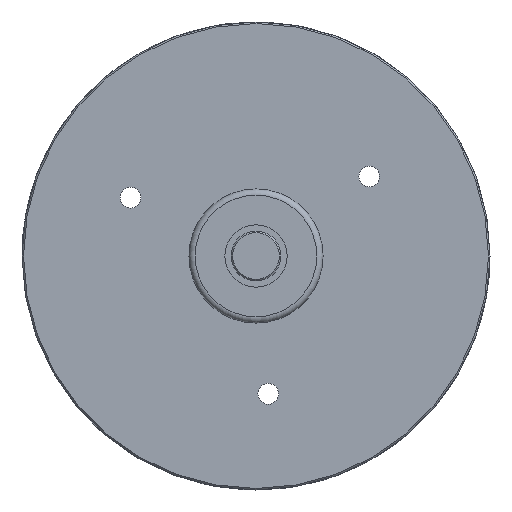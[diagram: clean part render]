
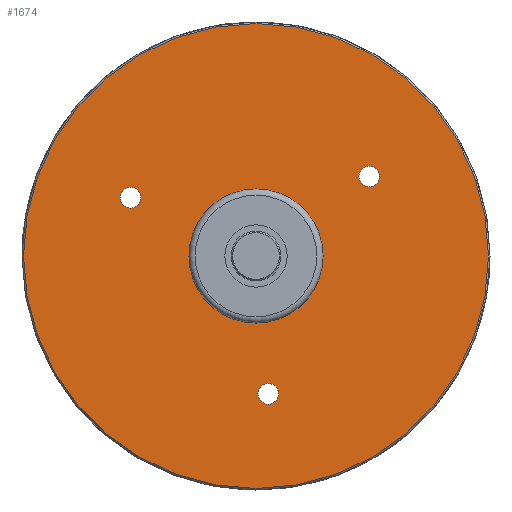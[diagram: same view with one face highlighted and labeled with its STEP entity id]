
A CAD part, front view. The second image highlights one B-rep face of the part: STEP entity #1674.
In plain terms, the highlighted planar face has unit normal (0, -1, 0).
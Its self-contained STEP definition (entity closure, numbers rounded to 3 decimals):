
#27=FACE_BOUND('',#301,.T.);
#28=FACE_BOUND('',#302,.T.);
#29=FACE_BOUND('',#303,.T.);
#30=FACE_BOUND('',#304,.T.);
#117=PLANE('',#1829);
#199=FACE_OUTER_BOUND('',#300,.T.);
#300=EDGE_LOOP('',(#1461));
#301=EDGE_LOOP('',(#1462));
#302=EDGE_LOOP('',(#1463));
#303=EDGE_LOOP('',(#1464));
#304=EDGE_LOOP('',(#1465));
#425=CIRCLE('',#1828,37.35);
#426=CIRCLE('',#1830,10.775);
#427=CIRCLE('',#1831,1.666);
#428=CIRCLE('',#1832,1.666);
#429=CIRCLE('',#1833,1.666);
#822=VERTEX_POINT('',#3413);
#823=VERTEX_POINT('',#3417);
#824=VERTEX_POINT('',#3419);
#825=VERTEX_POINT('',#3421);
#826=VERTEX_POINT('',#3423);
#1054=EDGE_CURVE('',#822,#822,#425,.T.);
#1055=EDGE_CURVE('',#823,#823,#426,.T.);
#1056=EDGE_CURVE('',#824,#824,#427,.F.);
#1057=EDGE_CURVE('',#825,#825,#428,.F.);
#1058=EDGE_CURVE('',#826,#826,#429,.F.);
#1461=ORIENTED_EDGE('',*,*,#1054,.F.);
#1462=ORIENTED_EDGE('',*,*,#1055,.T.);
#1463=ORIENTED_EDGE('',*,*,#1056,.T.);
#1464=ORIENTED_EDGE('',*,*,#1057,.T.);
#1465=ORIENTED_EDGE('',*,*,#1058,.T.);
#1674=ADVANCED_FACE('',(#199,#27,#28,#29,#30),#117,.F.);
#1828=AXIS2_PLACEMENT_3D('',#3415,#2205,#2206);
#1829=AXIS2_PLACEMENT_3D('',#3416,#2207,#2208);
#1830=AXIS2_PLACEMENT_3D('',#3418,#2209,#2210);
#1831=AXIS2_PLACEMENT_3D('',#3420,#2211,#2212);
#1832=AXIS2_PLACEMENT_3D('',#3422,#2213,#2214);
#1833=AXIS2_PLACEMENT_3D('',#3424,#2215,#2216);
#2205=DIRECTION('center_axis',(0.,1.,0.));
#2206=DIRECTION('ref_axis',(1.,0.,0.));
#2207=DIRECTION('center_axis',(0.,1.,0.));
#2208=DIRECTION('ref_axis',(1.,0.,0.));
#2209=DIRECTION('center_axis',(0.,1.,0.));
#2210=DIRECTION('ref_axis',(1.,0.,0.));
#2211=DIRECTION('center_axis',(0.,-1.,0.));
#2212=DIRECTION('ref_axis',(0.,0.,1.));
#2213=DIRECTION('center_axis',(0.,-1.,0.));
#2214=DIRECTION('ref_axis',(0.,0.,1.));
#2215=DIRECTION('center_axis',(0.,-1.,0.));
#2216=DIRECTION('ref_axis',(0.,0.,1.));
#3413=CARTESIAN_POINT('',(-37.35,0.,0.));
#3415=CARTESIAN_POINT('Origin',(0.,0.,0.));
#3416=CARTESIAN_POINT('Origin',(0.,0.,0.));
#3417=CARTESIAN_POINT('',(-10.775,0.,0.));
#3418=CARTESIAN_POINT('Origin',(0.,0.,0.));
#3419=CARTESIAN_POINT('',(18.192,0.,11.107));
#3420=CARTESIAN_POINT('Origin',(18.192,0.,12.773));
#3421=CARTESIAN_POINT('',(1.966,0.,-23.807));
#3422=CARTESIAN_POINT('Origin',(1.966,0.,-22.141));
#3423=CARTESIAN_POINT('',(-20.157,0.,7.702));
#3424=CARTESIAN_POINT('Origin',(-20.157,0.,9.368));
